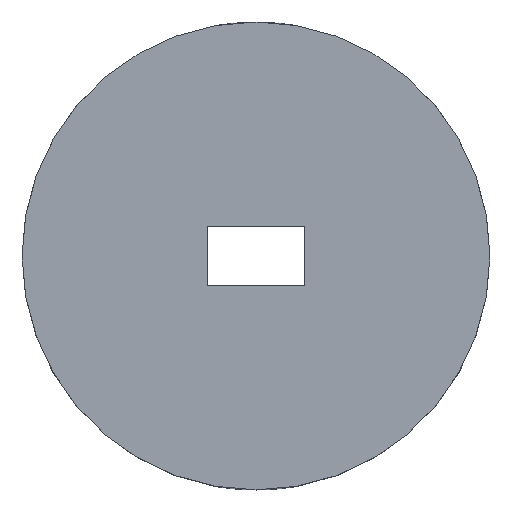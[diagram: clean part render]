
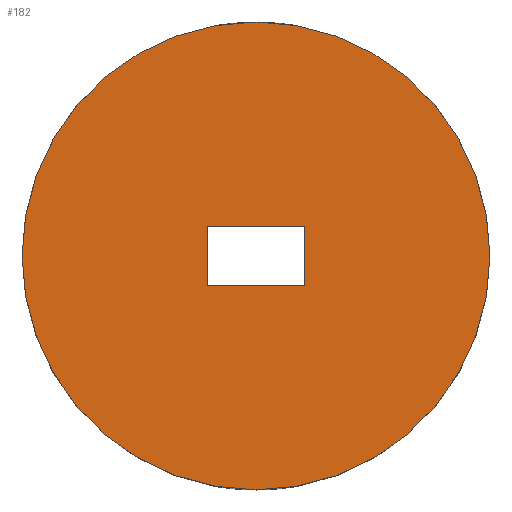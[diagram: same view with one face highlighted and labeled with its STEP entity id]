
A CAD part, top view. The second image highlights one B-rep face of the part: STEP entity #182.
In plain terms, the highlighted planar face has unit normal (0, 0, 1).
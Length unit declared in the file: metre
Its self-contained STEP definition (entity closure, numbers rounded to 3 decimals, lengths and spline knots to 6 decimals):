
#22=LINE('',#284,#40);
#23=LINE('',#287,#41);
#24=LINE('',#289,#42);
#25=LINE('',#291,#43);
#40=VECTOR('',#232,1.);
#41=VECTOR('',#233,1.);
#42=VECTOR('',#234,1.);
#43=VECTOR('',#235,1.);
#59=ORIENTED_EDGE('',*,*,#109,.T.);
#60=ORIENTED_EDGE('',*,*,#110,.T.);
#61=ORIENTED_EDGE('',*,*,#111,.T.);
#62=ORIENTED_EDGE('',*,*,#112,.T.);
#63=ORIENTED_EDGE('',*,*,#113,.F.);
#109=EDGE_CURVE('',#134,#135,#22,.T.);
#110=EDGE_CURVE('',#135,#136,#23,.T.);
#111=EDGE_CURVE('',#136,#137,#24,.T.);
#112=EDGE_CURVE('',#137,#134,#25,.T.);
#113=EDGE_CURVE('',#138,#138,#146,.T.);
#134=VERTEX_POINT('',#285);
#135=VERTEX_POINT('',#286);
#136=VERTEX_POINT('',#288);
#137=VERTEX_POINT('',#290);
#138=VERTEX_POINT('',#293);
#146=CIRCLE('',#207,0.0086);
#151=EDGE_LOOP('',(#59,#60,#61,#62));
#152=EDGE_LOOP('',(#63));
#163=FACE_BOUND('',#151,.T.);
#164=FACE_BOUND('',#152,.T.);
#175=PLANE('',#206);
#182=ADVANCED_FACE('',(#163,#164),#175,.F.);
#206=AXIS2_PLACEMENT_3D('',#283,#230,#231);
#207=AXIS2_PLACEMENT_3D('',#292,#236,#237);
#230=DIRECTION('',(0.,0.,-1.));
#231=DIRECTION('',(1.,0.,0.));
#232=DIRECTION('',(0.,-1.,0.));
#233=DIRECTION('',(-1.,0.,0.));
#234=DIRECTION('',(0.,1.,0.));
#235=DIRECTION('',(1.,0.,0.));
#236=DIRECTION('',(0.,0.,-1.));
#237=DIRECTION('',(-1.,0.,0.));
#283=CARTESIAN_POINT('',(-0.0066,0.,-0.0005));
#284=CARTESIAN_POINT('',(0.0018,0.,-0.0005));
#285=CARTESIAN_POINT('',(0.0018,0.0011,-0.0005));
#286=CARTESIAN_POINT('',(0.0018,-0.0011,-0.0005));
#287=CARTESIAN_POINT('',(0.,-0.0011,-0.0005));
#288=CARTESIAN_POINT('',(-0.0018,-0.0011,-0.0005));
#289=CARTESIAN_POINT('',(-0.0018,0.,-0.0005));
#290=CARTESIAN_POINT('',(-0.0018,0.0011,-0.0005));
#291=CARTESIAN_POINT('',(0.,0.0011,-0.0005));
#292=CARTESIAN_POINT('',(0.,0.,-0.0005));
#293=CARTESIAN_POINT('',(-0.0086,0.,-0.0005));
